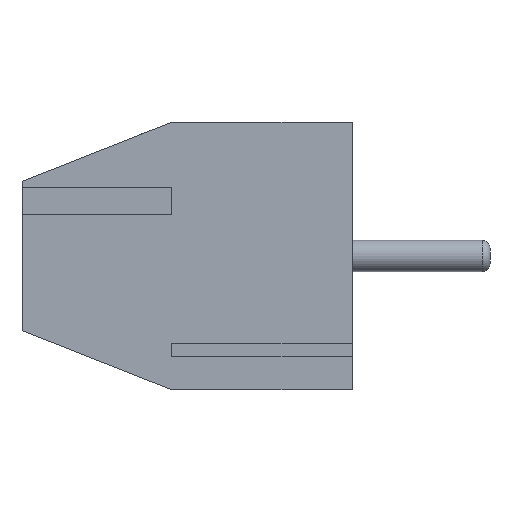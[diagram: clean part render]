
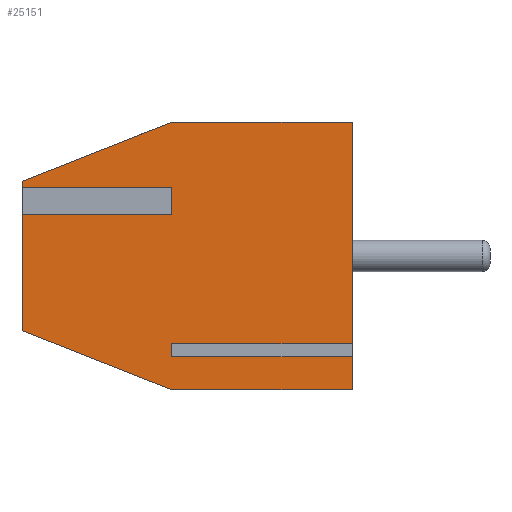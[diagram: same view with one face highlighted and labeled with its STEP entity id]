
A CAD part, left-side view. The second image highlights one B-rep face of the part: STEP entity #25151.
In plain terms, the highlighted planar face has unit normal (-1, 0, 0).
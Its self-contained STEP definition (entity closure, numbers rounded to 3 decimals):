
#174 = VERTEX_POINT ( 'NONE', #11273 ) ;
#660 = CARTESIAN_POINT ( 'NONE',  ( 0., 0., 0.832 ) ) ;
#700 = CARTESIAN_POINT ( 'NONE',  ( 0., 8.4, 0. ) ) ;
#917 = ORIENTED_EDGE ( 'NONE', *, *, #2408, .F. ) ;
#1012 = DIRECTION ( 'NONE',  ( 0., -1., 0. ) ) ;
#1087 = ORIENTED_EDGE ( 'NONE', *, *, #1504, .F. ) ;
#1504 = EDGE_CURVE ( 'NONE', #24824, #8342, #5925, .T. ) ;
#1701 = LINE ( 'NONE', #26664, #28371 ) ;
#1749 = CARTESIAN_POINT ( 'NONE',  ( 0., 0., 6.8 ) ) ;
#1815 = LINE ( 'NONE', #11724, #7336 ) ;
#1856 = FACE_OUTER_BOUND ( 'NONE', #4800, .T. ) ;
#1997 = ORIENTED_EDGE ( 'NONE', *, *, #5096, .T. ) ;
#2324 = LINE ( 'NONE', #4755, #18154 ) ;
#2408 = EDGE_CURVE ( 'NONE', #8342, #14576, #12553, .T. ) ;
#3186 = DIRECTION ( 'NONE',  ( 0., 0., 1. ) ) ;
#3376 = EDGE_CURVE ( 'NONE', #28067, #22337, #27360, .T. ) ;
#3474 = ORIENTED_EDGE ( 'NONE', *, *, #23343, .T. ) ;
#3594 = EDGE_CURVE ( 'NONE', #14659, #25463, #15672, .T. ) ;
#3712 = CARTESIAN_POINT ( 'NONE',  ( 0., 8.4, 4.968 ) ) ;
#3757 = VECTOR ( 'NONE', #19506, 1000. ) ;
#3830 = DIRECTION ( 'NONE',  ( 0., 0.93, 0.367 ) ) ;
#3862 = LINE ( 'NONE', #21269, #26075 ) ;
#3973 = DIRECTION ( 'NONE',  ( 0., 0., -1. ) ) ;
#4253 = LINE ( 'NONE', #4723, #22442 ) ;
#4723 = CARTESIAN_POINT ( 'NONE',  ( 0., 4.6, 0.832 ) ) ;
#4755 = CARTESIAN_POINT ( 'NONE',  ( 0., 0., 6.8 ) ) ;
#4800 = EDGE_LOOP ( 'NONE', ( #3474, #6133, #14343, #917, #1087, #13757, #25455, #12153, #7334, #28062, #26762, #1997, #25152, #15668 ) ) ;
#5096 = EDGE_CURVE ( 'NONE', #26247, #25463, #2324, .T. ) ;
#5539 = CARTESIAN_POINT ( 'NONE',  ( 0., 4.6, 0.832 ) ) ;
#5925 = LINE ( 'NONE', #7902, #27082 ) ;
#6133 = ORIENTED_EDGE ( 'NONE', *, *, #30594, .T. ) ;
#6364 = EDGE_CURVE ( 'NONE', #14659, #15548, #4253, .T. ) ;
#6412 = EDGE_CURVE ( 'NONE', #13622, #22337, #1815, .T. ) ;
#6887 = DIRECTION ( 'NONE',  ( 0., 0., 1. ) ) ;
#7264 = VERTEX_POINT ( 'NONE', #19804 ) ;
#7334 = ORIENTED_EDGE ( 'NONE', *, *, #30788, .F. ) ;
#7336 = VECTOR ( 'NONE', #21684, 1000. ) ;
#7390 = CARTESIAN_POINT ( 'NONE',  ( 0., 8.4, 4.968 ) ) ;
#7423 = LINE ( 'NONE', #27353, #14265 ) ;
#7705 = VECTOR ( 'NONE', #13609, 1000. ) ;
#7902 = CARTESIAN_POINT ( 'NONE',  ( 0., 8.4, 6.8 ) ) ;
#8342 = VERTEX_POINT ( 'NONE', #17874 ) ;
#8524 = LINE ( 'NONE', #700, #9476 ) ;
#8882 = DIRECTION ( 'NONE',  ( 0., -1., 0. ) ) ;
#9117 = EDGE_CURVE ( 'NONE', #24824, #13622, #13768, .T. ) ;
#9415 = VERTEX_POINT ( 'NONE', #1749 ) ;
#9476 = VECTOR ( 'NONE', #1012, 1000. ) ;
#9486 = VECTOR ( 'NONE', #28949, 1000. ) ;
#10116 = CARTESIAN_POINT ( 'NONE',  ( 0., 8.4, 5.3 ) ) ;
#11273 = CARTESIAN_POINT ( 'NONE',  ( 0., 8.4, 1.5 ) ) ;
#11662 = CARTESIAN_POINT ( 'NONE',  ( 0., 0., 1.168 ) ) ;
#11724 = CARTESIAN_POINT ( 'NONE',  ( 0., 4.6, 4.968 ) ) ;
#11787 = CARTESIAN_POINT ( 'NONE',  ( 0., 8.4, 6.8 ) ) ;
#12153 = ORIENTED_EDGE ( 'NONE', *, *, #3376, .F. ) ;
#12553 = LINE ( 'NONE', #10116, #27126 ) ;
#13546 = EDGE_CURVE ( 'NONE', #14576, #9415, #28778, .T. ) ;
#13609 = DIRECTION ( 'NONE',  ( 0., -1., 0. ) ) ;
#13622 = VERTEX_POINT ( 'NONE', #20249 ) ;
#13757 = ORIENTED_EDGE ( 'NONE', *, *, #9117, .T. ) ;
#13768 = LINE ( 'NONE', #3712, #7705 ) ;
#14265 = VECTOR ( 'NONE', #17028, 1000. ) ;
#14343 = ORIENTED_EDGE ( 'NONE', *, *, #13546, .F. ) ;
#14363 = DIRECTION ( 'NONE',  ( 1., 0., 0. ) ) ;
#14508 = PLANE ( 'NONE',  #27740 ) ;
#14576 = VERTEX_POINT ( 'NONE', #31234 ) ;
#14659 = VERTEX_POINT ( 'NONE', #5539 ) ;
#15155 = DIRECTION ( 'NONE',  ( 0., -0.93, 0.367 ) ) ;
#15548 = VERTEX_POINT ( 'NONE', #17600 ) ;
#15668 = ORIENTED_EDGE ( 'NONE', *, *, #6364, .T. ) ;
#15672 = LINE ( 'NONE', #17805, #23562 ) ;
#17016 = CARTESIAN_POINT ( 'NONE',  ( 0., 0., 0. ) ) ;
#17028 = DIRECTION ( 'NONE',  ( 0., 0., 1. ) ) ;
#17600 = CARTESIAN_POINT ( 'NONE',  ( 0., 4.6, 1.168 ) ) ;
#17805 = CARTESIAN_POINT ( 'NONE',  ( 0., 4.6, 0.832 ) ) ;
#17874 = CARTESIAN_POINT ( 'NONE',  ( 0., 8.4, 5.3 ) ) ;
#18154 = VECTOR ( 'NONE', #6887, 1000. ) ;
#19506 = DIRECTION ( 'NONE',  ( 0., -1., 0. ) ) ;
#19804 = CARTESIAN_POINT ( 'NONE',  ( 0., 4.6, 0. ) ) ;
#19821 = CARTESIAN_POINT ( 'NONE',  ( 0., 8.4, 4.632 ) ) ;
#19871 = DIRECTION ( 'NONE',  ( 0., 0., 1. ) ) ;
#20249 = CARTESIAN_POINT ( 'NONE',  ( 0., 4.6, 4.968 ) ) ;
#21269 = CARTESIAN_POINT ( 'NONE',  ( 0., 4.6, 1.168 ) ) ;
#21684 = DIRECTION ( 'NONE',  ( 0., 0., -1. ) ) ;
#21721 = CARTESIAN_POINT ( 'NONE',  ( 0., 8.4, 6.8 ) ) ;
#21911 = DIRECTION ( 'NONE',  ( 0., 0., 1. ) ) ;
#22061 = CARTESIAN_POINT ( 'NONE',  ( 0., 8.4, 6.8 ) ) ;
#22225 = LINE ( 'NONE', #11787, #25279 ) ;
#22337 = VERTEX_POINT ( 'NONE', #23665 ) ;
#22442 = VECTOR ( 'NONE', #19871, 1000. ) ;
#22875 = DIRECTION ( 'NONE',  ( 0., -1., 0. ) ) ;
#23343 = EDGE_CURVE ( 'NONE', #15548, #27223, #3862, .T. ) ;
#23562 = VECTOR ( 'NONE', #22875, 1000. ) ;
#23665 = CARTESIAN_POINT ( 'NONE',  ( 0., 4.6, 4.632 ) ) ;
#24824 = VERTEX_POINT ( 'NONE', #7390 ) ;
#24946 = EDGE_CURVE ( 'NONE', #7264, #26247, #8524, .T. ) ;
#25151 = ADVANCED_FACE ( 'NONE', ( #1856 ), #14508, .F. ) ;
#25152 = ORIENTED_EDGE ( 'NONE', *, *, #3594, .F. ) ;
#25279 = VECTOR ( 'NONE', #21911, 1000. ) ;
#25455 = ORIENTED_EDGE ( 'NONE', *, *, #6412, .T. ) ;
#25463 = VERTEX_POINT ( 'NONE', #660 ) ;
#26075 = VECTOR ( 'NONE', #8882, 1000. ) ;
#26247 = VERTEX_POINT ( 'NONE', #17016 ) ;
#26632 = EDGE_CURVE ( 'NONE', #7264, #174, #1701, .T. ) ;
#26664 = CARTESIAN_POINT ( 'NONE',  ( 0., 8.4, 1.5 ) ) ;
#26762 = ORIENTED_EDGE ( 'NONE', *, *, #24946, .T. ) ;
#27082 = VECTOR ( 'NONE', #3186, 1000. ) ;
#27126 = VECTOR ( 'NONE', #15155, 1000. ) ;
#27223 = VERTEX_POINT ( 'NONE', #11662 ) ;
#27353 = CARTESIAN_POINT ( 'NONE',  ( 0., 0., 6.8 ) ) ;
#27360 = LINE ( 'NONE', #19821, #3757 ) ;
#27740 = AXIS2_PLACEMENT_3D ( 'NONE', #21721, #14363, #3973 ) ;
#28062 = ORIENTED_EDGE ( 'NONE', *, *, #26632, .F. ) ;
#28067 = VERTEX_POINT ( 'NONE', #31926 ) ;
#28371 = VECTOR ( 'NONE', #3830, 1000. ) ;
#28778 = LINE ( 'NONE', #22061, #9486 ) ;
#28949 = DIRECTION ( 'NONE',  ( 0., -1., 0. ) ) ;
#30594 = EDGE_CURVE ( 'NONE', #27223, #9415, #7423, .T. ) ;
#30788 = EDGE_CURVE ( 'NONE', #174, #28067, #22225, .T. ) ;
#31234 = CARTESIAN_POINT ( 'NONE',  ( 0., 4.6, 6.8 ) ) ;
#31926 = CARTESIAN_POINT ( 'NONE',  ( 0., 8.4, 4.632 ) ) ;
